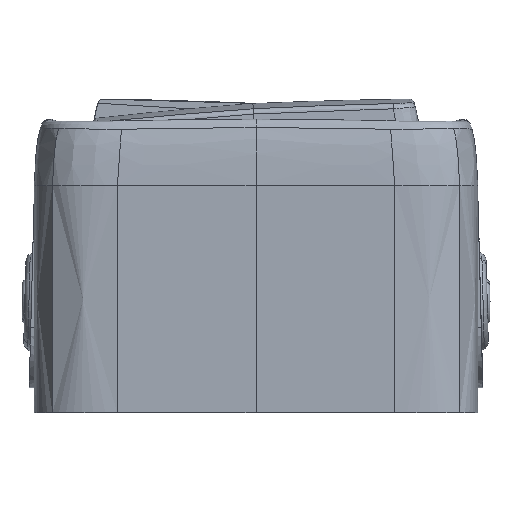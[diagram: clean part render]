
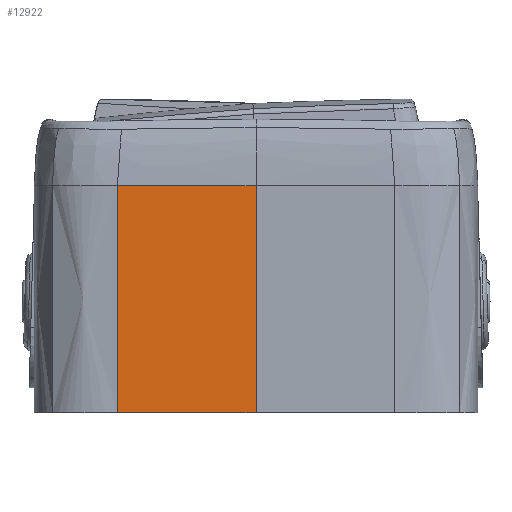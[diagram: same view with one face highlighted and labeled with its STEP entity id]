
A CAD part, left-side view. The second image highlights one B-rep face of the part: STEP entity #12922.
In plain terms, the highlighted planar face has unit normal (-1, 0, 0).
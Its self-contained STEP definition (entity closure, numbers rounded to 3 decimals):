
#12895=AXIS2_PLACEMENT_3D('Plane Axis2P3D',#12892,#12893,#12894) ;
#12165=CARTESIAN_POINT('Control Point',(-40.,25.,40.95)) ;
#12166=CARTESIAN_POINT('Control Point',(-40.,24.259,40.95)) ;
#12167=CARTESIAN_POINT('Control Point',(-40.,23.518,40.95)) ;
#12168=CARTESIAN_POINT('Control Point',(-40.,22.055,40.95)) ;
#12169=CARTESIAN_POINT('Control Point',(-40.,20.644,40.95)) ;
#12170=CARTESIAN_POINT('Control Point',(-40.,19.234,40.95)) ;
#12171=CARTESIAN_POINT('Control Point',(-40.,18.564,40.95)) ;
#12172=CARTESIAN_POINT('Control Point',(-40.,17.158,40.95)) ;
#12173=CARTESIAN_POINT('Control Point',(-40.,15.751,40.95)) ;
#12174=CARTESIAN_POINT('Control Point',(-40.,15.015,40.95)) ;
#12175=CARTESIAN_POINT('Control Point',(-40.,11.748,40.95)) ;
#12176=CARTESIAN_POINT('Control Point',(-40.,8.481,40.95)) ;
#12177=CARTESIAN_POINT('Control Point',(-40.,5.061,40.95)) ;
#12178=CARTESIAN_POINT('Control Point',(-40.,2.531,40.95)) ;
#12179=CARTESIAN_POINT('Control Point',(-40.,0.,40.95)) ;
#12180=CARTESIAN_POINT('Vertex',(-40.,0.,40.95)) ;
#12182=CARTESIAN_POINT('Vertex',(-40.,25.,40.95)) ;
#12892=CARTESIAN_POINT('Axis2P3D Location',(-40.,0.,40.95)) ;
#12897=CARTESIAN_POINT('Line Origine',(-40.,12.5,0.)) ;
#12901=CARTESIAN_POINT('Vertex',(-40.,25.,0.)) ;
#12903=CARTESIAN_POINT('Vertex',(-40.,0.,0.)) ;
#12906=CARTESIAN_POINT('Line Origine',(-40.,0.,20.475)) ;
#12911=CARTESIAN_POINT('Line Origine',(-40.,25.,20.475)) ;
#12893=DIRECTION('Axis2P3D Direction',(1.,0.,0.)) ;
#12894=DIRECTION('Axis2P3D XDirection',(0.,-1.,0.)) ;
#12898=DIRECTION('Vector Direction',(0.,-1.,0.)) ;
#12907=DIRECTION('Vector Direction',(0.,0.,-1.)) ;
#12912=DIRECTION('Vector Direction',(0.,0.,-1.)) ;
#12899=VECTOR('Line Direction',#12898,1.) ;
#12908=VECTOR('Line Direction',#12907,1.) ;
#12913=VECTOR('Line Direction',#12912,1.) ;
#12917=ORIENTED_EDGE('',*,*,#12905,.T.) ;
#12918=ORIENTED_EDGE('',*,*,#12910,.F.) ;
#12919=ORIENTED_EDGE('',*,*,#12184,.T.) ;
#12920=ORIENTED_EDGE('',*,*,#12915,.T.) ;
#12922=ADVANCED_FACE('Surface.216',(#12921),#12896,.F.) ;
#12164=B_SPLINE_CURVE_WITH_KNOTS('',5,(#12165,#12166,#12167,#12168,#12169,#12170,#12171,#12172,#12173,#12174,#12175,#12176,#12177,#12178,#12179),.UNSPECIFIED.,.F.,.U.,(6,3,3,3,6),(0.,3.652,6.952,10.582,23.051),.UNSPECIFIED.) ;
#12184=EDGE_CURVE('',#12181,#12183,#12164,.F.) ;
#12905=EDGE_CURVE('',#12902,#12904,#12900,.T.) ;
#12910=EDGE_CURVE('',#12181,#12904,#12909,.T.) ;
#12915=EDGE_CURVE('',#12183,#12902,#12914,.T.) ;
#12916=EDGE_LOOP('',(#12917,#12918,#12919,#12920)) ;
#12921=FACE_OUTER_BOUND('',#12916,.T.) ;
#12900=LINE('Line',#12897,#12899) ;
#12909=LINE('Line',#12906,#12908) ;
#12914=LINE('Line',#12911,#12913) ;
#12896=PLANE('',#12895) ;
#12181=VERTEX_POINT('',#12180) ;
#12183=VERTEX_POINT('',#12182) ;
#12902=VERTEX_POINT('',#12901) ;
#12904=VERTEX_POINT('',#12903) ;
